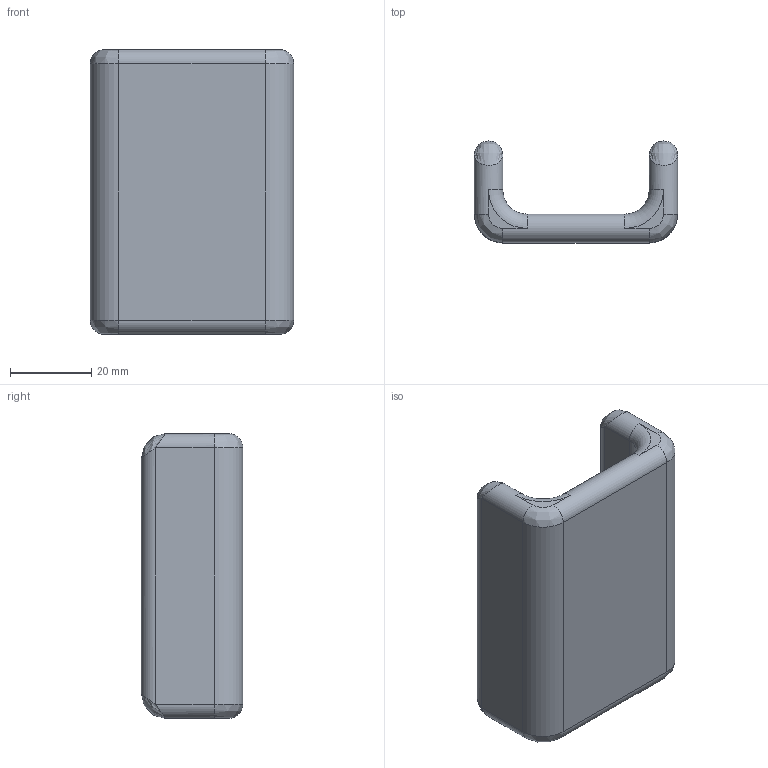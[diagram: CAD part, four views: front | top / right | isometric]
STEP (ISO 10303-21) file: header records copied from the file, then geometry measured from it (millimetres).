
FILE_DESCRIPTION((''),'2;1');
FILE_NAME('U-PROFIL_OPTIMIERT','2023-11-08T10:56:15',('jpusi'),(''),'CREO PARAMETRIC BY PTC INC, 2018400','CREO PARAMETRIC BY PTC INC, 2018400','');
FILE_SCHEMA(('CONFIG_CONTROL_DESIGN'));
Length unit declared in the file: millimetre
Products named in the file (1): U-PROFIL_OPTIMIERT
Bounding box: 50 x 25 x 70 mm (x, y, z)
Volume: 40050.5 mm3; surface area: 12422.8 mm2
Topology: 1 solids, 1 shells, 34 faces, 72 edges, 40 vertices
Faces by surface type: cylinder 12, plane 10, bspline 8, torus 4
Entity records: 1366 total; most frequent: CARTESIAN_POINT 626, DIRECTION 148, ORIENTED_EDGE 144, EDGE_CURVE 72, AXIS2_PLACEMENT_3D 58, VERTEX_POINT 40, EDGE_LOOP 34, FACE_OUTER_BOUND 34
